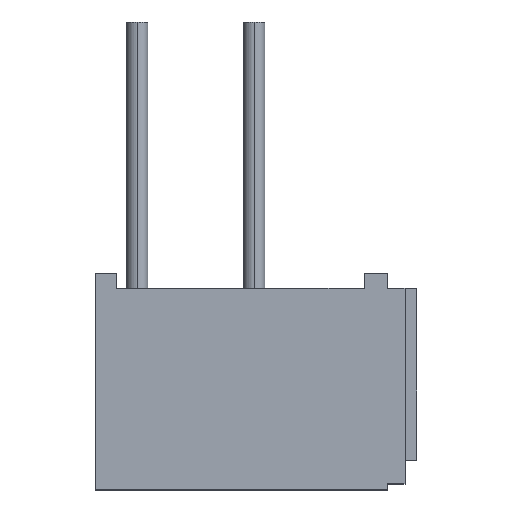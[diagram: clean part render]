
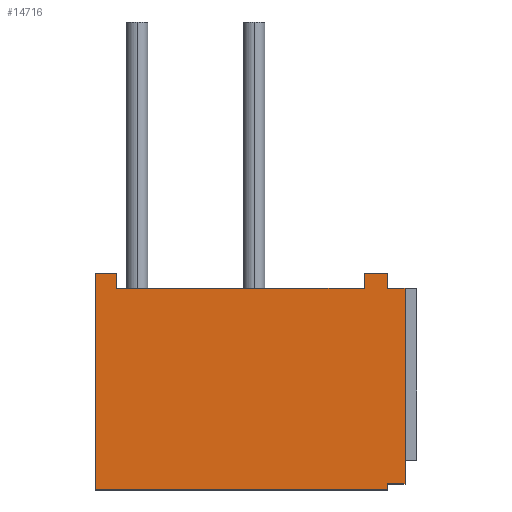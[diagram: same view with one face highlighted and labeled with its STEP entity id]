
A CAD part, top view. The second image highlights one B-rep face of the part: STEP entity #14716.
In plain terms, the highlighted planar face has unit normal (0, 0, 1).
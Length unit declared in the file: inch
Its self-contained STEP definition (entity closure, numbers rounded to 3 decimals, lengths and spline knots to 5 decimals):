
#1201=DIRECTION('',(-1.,0.,0.));
#1202=VECTOR('',#1201,0.25);
#1203=CARTESIAN_POINT('',(0.126,0.,0.13));
#1204=LINE('',#1203,#1202);
#5091=DIRECTION('',(0.,-1.,0.));
#5092=VECTOR('',#5091,0.005);
#5093=CARTESIAN_POINT('',(0.126,0.005,0.13));
#5094=LINE('',#5093,#5092);
#5099=DIRECTION('',(0.,1.,0.));
#5100=VECTOR('',#5099,0.185);
#5101=CARTESIAN_POINT('',(-0.124,0.,0.13));
#5102=LINE('',#5101,#5100);
#5123=DIRECTION('',(-1.,0.,0.));
#5124=VECTOR('',#5123,0.018);
#5125=CARTESIAN_POINT('',(-0.106,0.185,0.13));
#5126=LINE('',#5125,#5124);
#5127=DIRECTION('',(-1.,0.,0.));
#5128=VECTOR('',#5127,0.02);
#5129=CARTESIAN_POINT('',(0.126,0.185,0.13));
#5130=LINE('',#5129,#5128);
#5173=DIRECTION('',(1.,0.,0.));
#5174=VECTOR('',#5173,0.015);
#5175=CARTESIAN_POINT('',(0.126,0.172,0.13));
#5176=LINE('',#5175,#5174);
#5189=DIRECTION('',(1.,0.,0.));
#5190=VECTOR('',#5189,0.212);
#5191=CARTESIAN_POINT('',(-0.106,0.172,0.13));
#5192=LINE('',#5191,#5190);
#5291=DIRECTION('',(0.,1.,0.));
#5292=VECTOR('',#5291,0.167);
#5293=CARTESIAN_POINT('',(0.141,0.005,0.13));
#5294=LINE('',#5293,#5292);
#5339=DIRECTION('',(-1.,0.,0.));
#5340=VECTOR('',#5339,0.015);
#5341=CARTESIAN_POINT('',(0.141,0.005,0.13));
#5342=LINE('',#5341,#5340);
#5467=DIRECTION('',(0.,1.,0.));
#5468=VECTOR('',#5467,0.013);
#5469=CARTESIAN_POINT('',(0.126,0.172,0.13));
#5470=LINE('',#5469,#5468);
#5487=DIRECTION('',(0.,1.,0.));
#5488=VECTOR('',#5487,0.013);
#5489=CARTESIAN_POINT('',(0.106,0.172,0.13));
#5490=LINE('',#5489,#5488);
#5495=DIRECTION('',(0.,1.,0.));
#5496=VECTOR('',#5495,0.013);
#5497=CARTESIAN_POINT('',(-0.106,0.172,0.13));
#5498=LINE('',#5497,#5496);
#7503=CARTESIAN_POINT('',(-0.124,0.,0.13));
#7504=VERTEX_POINT('',#7503);
#7505=CARTESIAN_POINT('',(0.126,0.,0.13));
#7506=VERTEX_POINT('',#7505);
#7511=CARTESIAN_POINT('',(0.141,0.005,0.13));
#7512=CARTESIAN_POINT('',(0.141,0.172,0.13));
#7513=VERTEX_POINT('',#7511);
#7514=VERTEX_POINT('',#7512);
#7517=CARTESIAN_POINT('',(0.126,0.005,0.13));
#7518=VERTEX_POINT('',#7517);
#7527=CARTESIAN_POINT('',(0.106,0.172,0.13));
#7528=CARTESIAN_POINT('',(0.106,0.185,0.13));
#7529=VERTEX_POINT('',#7527);
#7530=VERTEX_POINT('',#7528);
#7531=CARTESIAN_POINT('',(0.126,0.172,0.13));
#7532=CARTESIAN_POINT('',(0.126,0.185,0.13));
#7533=VERTEX_POINT('',#7531);
#7534=VERTEX_POINT('',#7532);
#7543=CARTESIAN_POINT('',(-0.106,0.172,0.13));
#7544=CARTESIAN_POINT('',(-0.106,0.185,0.13));
#7545=VERTEX_POINT('',#7543);
#7546=VERTEX_POINT('',#7544);
#7553=CARTESIAN_POINT('',(-0.124,0.185,0.13));
#7554=VERTEX_POINT('',#7553);
#14687=CARTESIAN_POINT('',(-0.124,0.,0.13));
#14688=DIRECTION('',(0.,0.,-1.));
#14689=DIRECTION('',(1.,0.,0.));
#14690=AXIS2_PLACEMENT_3D('',#14687,#14688,#14689);
#14691=PLANE('',#14690);
#14692=ORIENTED_EDGE('',*,*,#7848,.T.);
#14694=ORIENTED_EDGE('',*,*,#14693,.T.);
#14696=ORIENTED_EDGE('',*,*,#14695,.F.);
#14698=ORIENTED_EDGE('',*,*,#14697,.F.);
#14700=ORIENTED_EDGE('',*,*,#14699,.T.);
#14702=ORIENTED_EDGE('',*,*,#14701,.T.);
#14704=ORIENTED_EDGE('',*,*,#14703,.F.);
#14706=ORIENTED_EDGE('',*,*,#14705,.F.);
#14708=ORIENTED_EDGE('',*,*,#14707,.T.);
#14710=ORIENTED_EDGE('',*,*,#14709,.F.);
#14712=ORIENTED_EDGE('',*,*,#14711,.T.);
#14713=ORIENTED_EDGE('',*,*,#14680,.T.);
#14714=EDGE_LOOP('',(#14692,#14694,#14696,#14698,#14700,#14702,#14704,#14706,
#14708,#14710,#14712,#14713));
#14715=FACE_OUTER_BOUND('',#14714,.F.);
#14716=ADVANCED_FACE('',(#14715),#14691,.F.);
#7848=EDGE_CURVE('',#7506,#7504,#1204,.T.);
#14680=EDGE_CURVE('',#7518,#7506,#5094,.T.);
#14693=EDGE_CURVE('',#7504,#7554,#5102,.T.);
#14695=EDGE_CURVE('',#7546,#7554,#5126,.T.);
#14697=EDGE_CURVE('',#7545,#7546,#5498,.T.);
#14699=EDGE_CURVE('',#7545,#7529,#5192,.T.);
#14701=EDGE_CURVE('',#7529,#7530,#5490,.T.);
#14703=EDGE_CURVE('',#7534,#7530,#5130,.T.);
#14705=EDGE_CURVE('',#7533,#7534,#5470,.T.);
#14707=EDGE_CURVE('',#7533,#7514,#5176,.T.);
#14709=EDGE_CURVE('',#7513,#7514,#5294,.T.);
#14711=EDGE_CURVE('',#7513,#7518,#5342,.T.);
